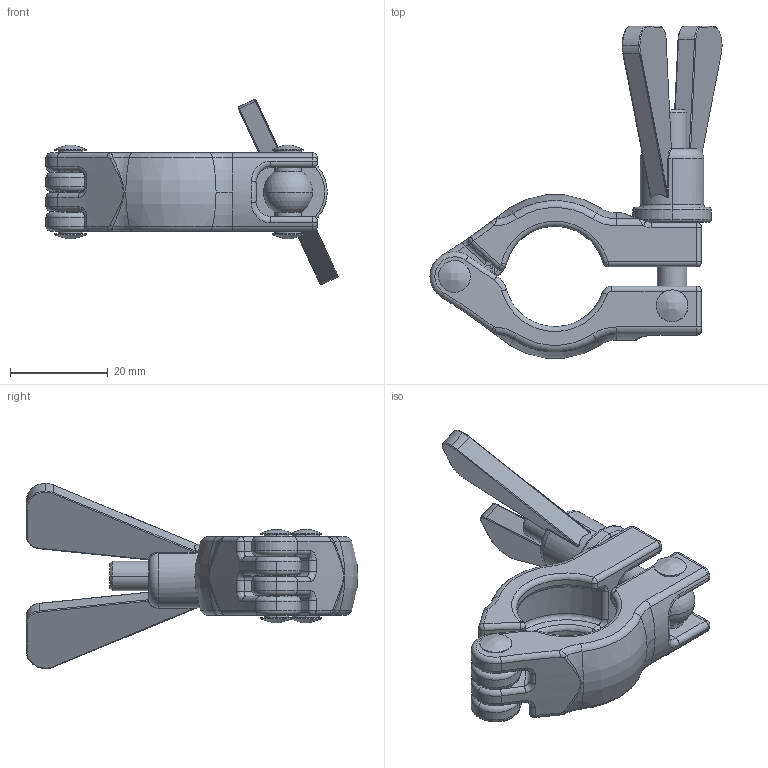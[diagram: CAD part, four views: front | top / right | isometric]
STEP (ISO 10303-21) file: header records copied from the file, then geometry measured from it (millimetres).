
FILE_DESCRIPTION (( 'STEP AP214' ), '1' );
FILE_NAME ('CL.S.0050 BLOCK.STEP', '2020-05-14T10:23:32', ( '' ), ( '' ), 'SwSTEP 2.0', 'SolidWorks 2020', '' );
FILE_SCHEMA (( 'AUTOMOTIVE_DESIGN' ));
Length unit declared in the file: millimetre
Products named in the file (1): CL.S.0050 BLOCK
Bounding box: 59.6 x 67.74 x 37.8 mm (x, y, z)
Volume: 15318 mm3; surface area: 9489.3 mm2
Topology: 1 solids, 1 shells, 412 faces, 953 edges, 534 vertices
Faces by surface type: cylinder 151, torus 102, bspline 71, plane 53, sphere 28, cone 7
Entity records: 14950 total; most frequent: CARTESIAN_POINT 5694, DIRECTION 1962, ORIENTED_EDGE 1844, EDGE_CURVE 922, AXIS2_PLACEMENT_3D 859, VERTEX_POINT 527, CIRCLE 517, EDGE_LOOP 433
